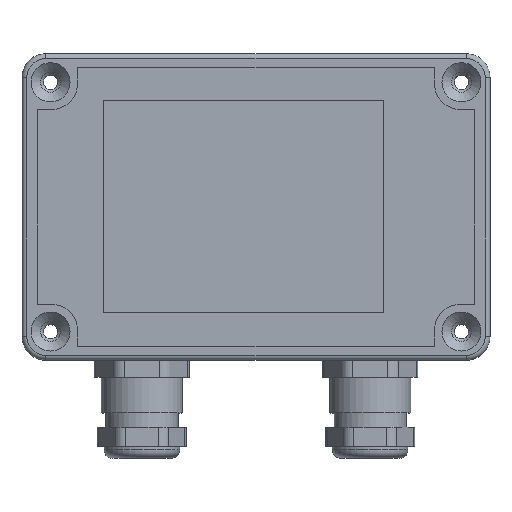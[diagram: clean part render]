
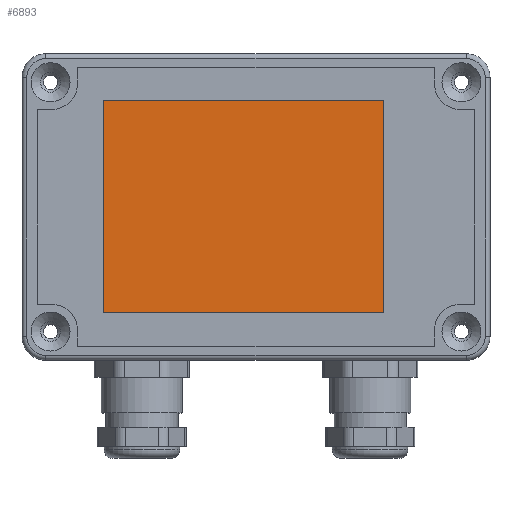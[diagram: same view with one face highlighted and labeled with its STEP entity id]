
A CAD part, top view. The second image highlights one B-rep face of the part: STEP entity #6893.
In plain terms, the highlighted planar face has unit normal (0, 0, 1).
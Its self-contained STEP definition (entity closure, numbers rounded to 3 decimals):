
#6802 = VERTEX_POINT('',#6803);
#6803 = CARTESIAN_POINT('',(-32.1,22.3,9.5));
#6811 = VERTEX_POINT('',#6812);
#6812 = CARTESIAN_POINT('',(26.9,22.3,9.5));
#6818 = EDGE_CURVE('',#6802,#6811,#6819,.T.);
#6819 = LINE('',#6820,#6821);
#6820 = CARTESIAN_POINT('',(-32.1,22.3,9.5));
#6821 = VECTOR('',#6822,1.);
#6822 = DIRECTION('',(1.,0.,0.));
#6835 = VERTEX_POINT('',#6836);
#6836 = CARTESIAN_POINT('',(26.9,-22.3,9.5));
#6842 = EDGE_CURVE('',#6811,#6835,#6843,.T.);
#6843 = LINE('',#6844,#6845);
#6844 = CARTESIAN_POINT('',(26.9,22.3,9.5));
#6845 = VECTOR('',#6846,1.);
#6846 = DIRECTION('',(0.,-1.,0.));
#6859 = VERTEX_POINT('',#6860);
#6860 = CARTESIAN_POINT('',(-32.1,-22.3,9.5));
#6866 = EDGE_CURVE('',#6835,#6859,#6867,.T.);
#6867 = LINE('',#6868,#6869);
#6868 = CARTESIAN_POINT('',(26.9,-22.3,9.5));
#6869 = VECTOR('',#6870,1.);
#6870 = DIRECTION('',(-1.,0.,0.));
#6883 = EDGE_CURVE('',#6859,#6802,#6884,.T.);
#6884 = LINE('',#6885,#6886);
#6885 = CARTESIAN_POINT('',(-32.1,-22.3,9.5));
#6886 = VECTOR('',#6887,1.);
#6887 = DIRECTION('',(0.,1.,0.));
#6893 = ADVANCED_FACE('',(#6894),#6900,.F.);
#6894 = FACE_BOUND('',#6895,.F.);
#6895 = EDGE_LOOP('',(#6896,#6897,#6898,#6899));
#6896 = ORIENTED_EDGE('',*,*,#6883,.T.);
#6897 = ORIENTED_EDGE('',*,*,#6818,.T.);
#6898 = ORIENTED_EDGE('',*,*,#6842,.T.);
#6899 = ORIENTED_EDGE('',*,*,#6866,.T.);
#6900 = PLANE('',#6901);
#6901 = AXIS2_PLACEMENT_3D('',#6902,#6903,#6904);
#6902 = CARTESIAN_POINT('',(0.,0.,9.5));
#6903 = DIRECTION('',(-0.,-0.,-1.));
#6904 = DIRECTION('',(-1.,0.,0.));
